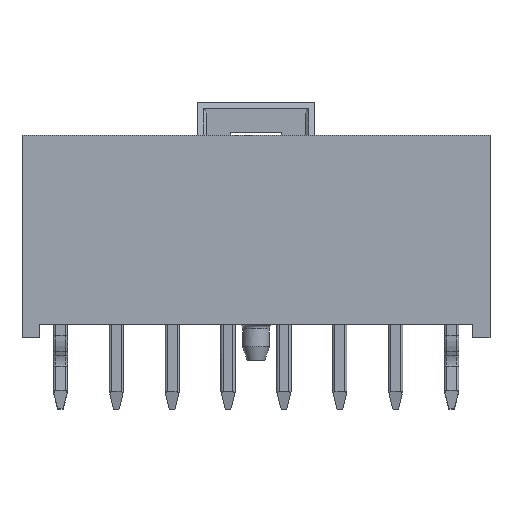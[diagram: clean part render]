
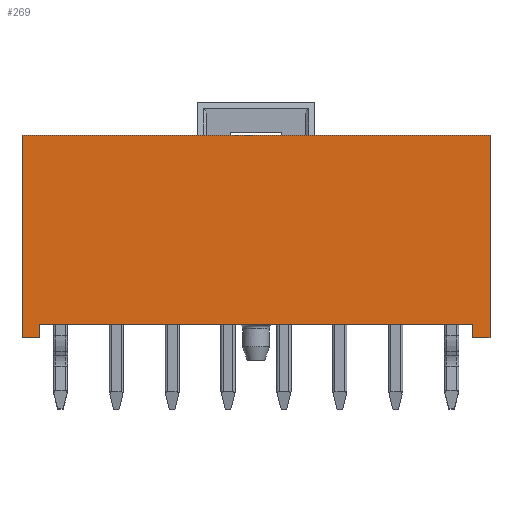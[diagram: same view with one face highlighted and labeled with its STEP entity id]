
A CAD part, front view. The second image highlights one B-rep face of the part: STEP entity #269.
In plain terms, the highlighted planar face has unit normal (0, -1, 0).
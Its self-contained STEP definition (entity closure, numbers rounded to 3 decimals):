
#140=CARTESIAN_POINT('',(-10.47,-2.99,-10.52));
#141=VERTEX_POINT('',#140);
#142=CARTESIAN_POINT('',(-10.47,-2.99,-1.46));
#143=VERTEX_POINT('',#142);
#144=CARTESIAN_POINT('',(-10.47,-2.99,-10.52));
#145=DIRECTION('',(0.,0.,1.));
#146=VECTOR('',#145,9.06);
#147=LINE('',#144,#146);
#148=EDGE_CURVE('',#141,#143,#147,.T.);
#207=CARTESIAN_POINT('',(0.,-2.99,-5.26));
#208=DIRECTION('',(1.,0.,0.));
#209=DIRECTION('',(0.,-1.,0.));
#210=AXIS2_PLACEMENT_3D('',#207,#209,#208);
#211=PLANE('',#210);
#212=CARTESIAN_POINT('',(10.47,-2.99,-10.52));
#213=VERTEX_POINT('',#212);
#214=CARTESIAN_POINT('',(10.47,-2.99,-1.46));
#215=VERTEX_POINT('',#214);
#216=CARTESIAN_POINT('',(10.47,-2.99,-10.52));
#217=DIRECTION('',(0.,0.,1.));
#218=VECTOR('',#217,9.06);
#219=LINE('',#216,#218);
#220=EDGE_CURVE('',#213,#215,#219,.T.);
#221=ORIENTED_EDGE('',*,*,#220,.T.);
#222=CARTESIAN_POINT('',(10.47,-2.99,-1.46));
#223=DIRECTION('',(-1.,0.,0.));
#224=VECTOR('',#223,20.94);
#225=LINE('',#222,#224);
#226=EDGE_CURVE('',#215,#143,#225,.T.);
#227=ORIENTED_EDGE('',*,*,#226,.T.);
#228=ORIENTED_EDGE('',*,*,#148,.F.);
#229=CARTESIAN_POINT('',(-9.67,-2.99,-10.52));
#230=VERTEX_POINT('',#229);
#231=CARTESIAN_POINT('',(-10.47,-2.99,-10.52));
#232=DIRECTION('',(1.,0.,0.));
#233=VECTOR('',#232,0.8);
#234=LINE('',#231,#233);
#235=EDGE_CURVE('',#141,#230,#234,.T.);
#236=ORIENTED_EDGE('',*,*,#235,.T.);
#237=CARTESIAN_POINT('',(-9.67,-2.99,-9.92));
#238=VERTEX_POINT('',#237);
#239=CARTESIAN_POINT('',(-9.67,-2.99,-10.52));
#240=DIRECTION('',(0.,0.,1.));
#241=VECTOR('',#240,0.6);
#242=LINE('',#239,#241);
#243=EDGE_CURVE('',#230,#238,#242,.T.);
#244=ORIENTED_EDGE('',*,*,#243,.T.);
#245=CARTESIAN_POINT('',(9.67,-2.99,-9.92));
#246=VERTEX_POINT('',#245);
#247=CARTESIAN_POINT('',(-9.67,-2.99,-9.92));
#248=DIRECTION('',(1.,0.,0.));
#249=VECTOR('',#248,19.34);
#250=LINE('',#247,#249);
#251=EDGE_CURVE('',#238,#246,#250,.T.);
#252=ORIENTED_EDGE('',*,*,#251,.T.);
#253=CARTESIAN_POINT('',(9.67,-2.99,-10.52));
#254=VERTEX_POINT('',#253);
#255=CARTESIAN_POINT('',(9.67,-2.99,-9.92));
#256=DIRECTION('',(0.,0.,-1.));
#257=VECTOR('',#256,0.6);
#258=LINE('',#255,#257);
#259=EDGE_CURVE('',#246,#254,#258,.T.);
#260=ORIENTED_EDGE('',*,*,#259,.T.);
#261=CARTESIAN_POINT('',(9.67,-2.99,-10.52));
#262=DIRECTION('',(1.,0.,0.));
#263=VECTOR('',#262,0.8);
#264=LINE('',#261,#263);
#265=EDGE_CURVE('',#254,#213,#264,.T.);
#266=ORIENTED_EDGE('',*,*,#265,.T.);
#267=EDGE_LOOP('',(#221,#227,#228,#236,#244,#252,#260,#266));
#268=FACE_OUTER_BOUND('',#267,.T.);
#269=ADVANCED_FACE('',(#268),#211,.T.);
